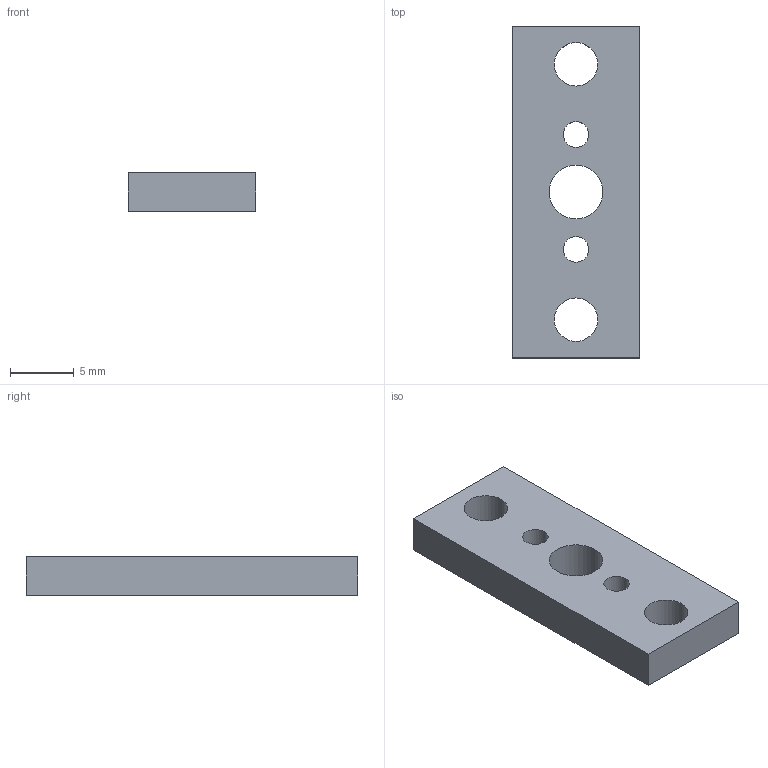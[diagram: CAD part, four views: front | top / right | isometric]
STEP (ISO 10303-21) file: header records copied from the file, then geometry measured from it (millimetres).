
FILE_DESCRIPTION (( 'STEP AP214' ), '1' );
FILE_NAME ('N20 motor bracket 2 v.1 (3D).STEP', '2021-06-04T10:44:39', ( '' ), ( '' ), 'SwSTEP 2.0', 'SolidWorks 2016', '' );
FILE_SCHEMA (( 'AUTOMOTIVE_DESIGN' ));
Length unit declared in the file: millimetre
Products named in the file (2): N20 motor bracket 2 v.1 (3D)
Bounding box: 10 x 26 x 3 mm (x, y, z)
Volume: 647.3 mm3; surface area: 814 mm2
Topology: 1 solids, 1 shells, 22 faces, 54 edges, 36 vertices
Faces by surface type: cylinder 14, plane 8
Entity records: 735 total; most frequent: DIRECTION 130, CARTESIAN_POINT 114, ORIENTED_EDGE 108, EDGE_CURVE 54, AXIS2_PLACEMENT_3D 52, VERTEX_POINT 36, EDGE_LOOP 34, CIRCLE 28
